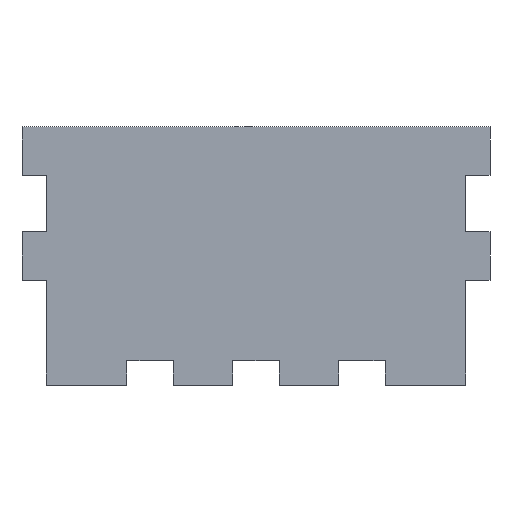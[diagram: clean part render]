
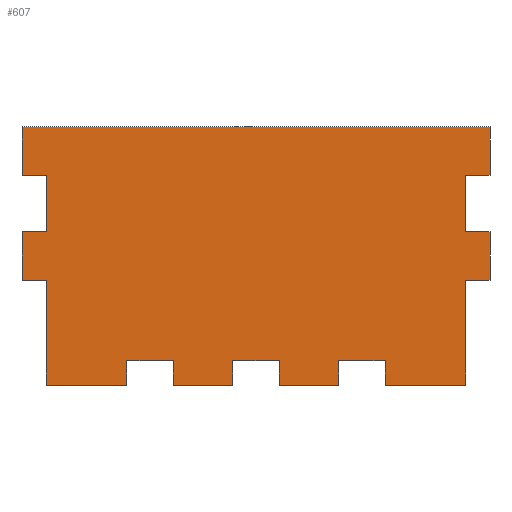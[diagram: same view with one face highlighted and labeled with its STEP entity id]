
A CAD part, front view. The second image highlights one B-rep face of the part: STEP entity #607.
In plain terms, the highlighted planar face has unit normal (0, -1, 0).
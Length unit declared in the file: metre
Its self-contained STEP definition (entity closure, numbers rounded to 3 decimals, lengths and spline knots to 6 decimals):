
#152=ORIENTED_EDGE('',*,*,#180,.F.);
#153=ORIENTED_EDGE('',*,*,#262,.F.);
#154=ORIENTED_EDGE('',*,*,#259,.F.);
#155=ORIENTED_EDGE('',*,*,#256,.F.);
#156=ORIENTED_EDGE('',*,*,#253,.F.);
#157=ORIENTED_EDGE('',*,*,#250,.T.);
#158=ORIENTED_EDGE('',*,*,#247,.T.);
#159=ORIENTED_EDGE('',*,*,#244,.F.);
#160=ORIENTED_EDGE('',*,*,#241,.T.);
#161=ORIENTED_EDGE('',*,*,#238,.T.);
#162=ORIENTED_EDGE('',*,*,#235,.T.);
#163=ORIENTED_EDGE('',*,*,#232,.T.);
#164=ORIENTED_EDGE('',*,*,#229,.T.);
#165=ORIENTED_EDGE('',*,*,#226,.T.);
#166=ORIENTED_EDGE('',*,*,#223,.T.);
#167=ORIENTED_EDGE('',*,*,#220,.T.);
#168=ORIENTED_EDGE('',*,*,#217,.F.);
#169=ORIENTED_EDGE('',*,*,#214,.T.);
#170=ORIENTED_EDGE('',*,*,#211,.T.);
#171=ORIENTED_EDGE('',*,*,#208,.T.);
#172=ORIENTED_EDGE('',*,*,#205,.T.);
#173=ORIENTED_EDGE('',*,*,#202,.T.);
#174=ORIENTED_EDGE('',*,*,#199,.T.);
#175=ORIENTED_EDGE('',*,*,#196,.T.);
#176=ORIENTED_EDGE('',*,*,#193,.T.);
#177=ORIENTED_EDGE('',*,*,#190,.T.);
#178=ORIENTED_EDGE('',*,*,#187,.T.);
#179=ORIENTED_EDGE('',*,*,#184,.F.);
#180=EDGE_CURVE('',#264,#265,#320,.T.);
#184=EDGE_CURVE('',#265,#268,#324,.T.);
#187=EDGE_CURVE('',#270,#268,#327,.T.);
#190=EDGE_CURVE('',#272,#270,#330,.T.);
#193=EDGE_CURVE('',#274,#272,#333,.T.);
#196=EDGE_CURVE('',#276,#274,#336,.T.);
#199=EDGE_CURVE('',#278,#276,#339,.T.);
#202=EDGE_CURVE('',#280,#278,#342,.T.);
#205=EDGE_CURVE('',#282,#280,#345,.T.);
#208=EDGE_CURVE('',#284,#282,#348,.T.);
#211=EDGE_CURVE('',#286,#284,#351,.T.);
#214=EDGE_CURVE('',#288,#286,#354,.T.);
#217=EDGE_CURVE('',#288,#290,#357,.T.);
#220=EDGE_CURVE('',#292,#290,#360,.T.);
#223=EDGE_CURVE('',#294,#292,#363,.T.);
#226=EDGE_CURVE('',#296,#294,#366,.T.);
#229=EDGE_CURVE('',#298,#296,#369,.T.);
#232=EDGE_CURVE('',#300,#298,#372,.T.);
#235=EDGE_CURVE('',#302,#300,#375,.T.);
#238=EDGE_CURVE('',#304,#302,#378,.T.);
#241=EDGE_CURVE('',#306,#304,#381,.T.);
#244=EDGE_CURVE('',#306,#308,#384,.T.);
#247=EDGE_CURVE('',#310,#308,#387,.T.);
#250=EDGE_CURVE('',#312,#310,#390,.T.);
#253=EDGE_CURVE('',#312,#314,#393,.T.);
#256=EDGE_CURVE('',#314,#316,#396,.T.);
#259=EDGE_CURVE('',#316,#318,#399,.T.);
#262=EDGE_CURVE('',#318,#264,#402,.T.);
#264=VERTEX_POINT('',#800);
#265=VERTEX_POINT('',#801);
#268=VERTEX_POINT('',#809);
#270=VERTEX_POINT('',#815);
#272=VERTEX_POINT('',#821);
#274=VERTEX_POINT('',#827);
#276=VERTEX_POINT('',#833);
#278=VERTEX_POINT('',#839);
#280=VERTEX_POINT('',#845);
#282=VERTEX_POINT('',#851);
#284=VERTEX_POINT('',#857);
#286=VERTEX_POINT('',#863);
#288=VERTEX_POINT('',#869);
#290=VERTEX_POINT('',#875);
#292=VERTEX_POINT('',#881);
#294=VERTEX_POINT('',#887);
#296=VERTEX_POINT('',#893);
#298=VERTEX_POINT('',#899);
#300=VERTEX_POINT('',#905);
#302=VERTEX_POINT('',#911);
#304=VERTEX_POINT('',#917);
#306=VERTEX_POINT('',#923);
#308=VERTEX_POINT('',#929);
#310=VERTEX_POINT('',#935);
#312=VERTEX_POINT('',#941);
#314=VERTEX_POINT('',#947);
#316=VERTEX_POINT('',#953);
#318=VERTEX_POINT('',#959);
#320=LINE('',#799,#404);
#324=LINE('',#808,#408);
#327=LINE('',#814,#411);
#330=LINE('',#820,#414);
#333=LINE('',#826,#417);
#336=LINE('',#832,#420);
#339=LINE('',#838,#423);
#342=LINE('',#844,#426);
#345=LINE('',#850,#429);
#348=LINE('',#856,#432);
#351=LINE('',#862,#435);
#354=LINE('',#868,#438);
#357=LINE('',#874,#441);
#360=LINE('',#880,#444);
#363=LINE('',#886,#447);
#366=LINE('',#892,#450);
#369=LINE('',#898,#453);
#372=LINE('',#904,#456);
#375=LINE('',#910,#459);
#378=LINE('',#916,#462);
#381=LINE('',#922,#465);
#384=LINE('',#928,#468);
#387=LINE('',#934,#471);
#390=LINE('',#940,#474);
#393=LINE('',#946,#477);
#396=LINE('',#952,#480);
#399=LINE('',#958,#483);
#402=LINE('',#964,#486);
#404=VECTOR('',#655,1.);
#408=VECTOR('',#661,1.);
#411=VECTOR('',#666,1.);
#414=VECTOR('',#671,1.);
#417=VECTOR('',#676,1.);
#420=VECTOR('',#681,1.);
#423=VECTOR('',#686,1.);
#426=VECTOR('',#691,1.);
#429=VECTOR('',#696,1.);
#432=VECTOR('',#701,1.);
#435=VECTOR('',#706,1.);
#438=VECTOR('',#711,1.);
#441=VECTOR('',#716,1.);
#444=VECTOR('',#721,1.);
#447=VECTOR('',#726,1.);
#450=VECTOR('',#731,1.);
#453=VECTOR('',#736,1.);
#456=VECTOR('',#741,1.);
#459=VECTOR('',#746,1.);
#462=VECTOR('',#751,1.);
#465=VECTOR('',#756,1.);
#468=VECTOR('',#761,1.);
#471=VECTOR('',#766,1.);
#474=VECTOR('',#771,1.);
#477=VECTOR('',#776,1.);
#480=VECTOR('',#781,1.);
#483=VECTOR('',#786,1.);
#486=VECTOR('',#791,1.);
#517=EDGE_LOOP('',(#152,#153,#154,#155,#156,#157,#158,#159,#160,#161,#162,
#163,#164,#165,#166,#167,#168,#169,#170,#171,#172,#173,#174,#175,#176,#177,
#178,#179));
#547=FACE_BOUND('',#517,.T.);
#577=PLANE('',#650);
#607=ADVANCED_FACE('',(#547),#577,.T.);
#650=AXIS2_PLACEMENT_3D('',#967,#795,#796);
#655=DIRECTION('',(0.,0.,-1.));
#661=DIRECTION('',(-1.,0.,0.));
#666=DIRECTION('',(0.,0.,-1.));
#671=DIRECTION('',(1.,0.,0.));
#676=DIRECTION('',(0.,0.,1.));
#681=DIRECTION('',(1.,0.,0.));
#686=DIRECTION('',(0.,0.,-1.));
#691=DIRECTION('',(1.,0.,0.));
#696=DIRECTION('',(0.,0.,1.));
#701=DIRECTION('',(1.,0.,0.));
#706=DIRECTION('',(0.,0.,-1.));
#711=DIRECTION('',(1.,0.,0.));
#716=DIRECTION('',(0.,0.,-1.));
#721=DIRECTION('',(1.,0.,0.));
#726=DIRECTION('',(0.,0.,-1.));
#731=DIRECTION('',(1.,0.,0.));
#736=DIRECTION('',(0.,0.,-1.));
#741=DIRECTION('',(-1.,0.,0.));
#746=DIRECTION('',(0.,0.,-1.));
#751=DIRECTION('',(1.,0.,0.));
#756=DIRECTION('',(0.,0.,-1.));
#761=DIRECTION('',(1.,0.,0.));
#766=DIRECTION('',(0.,0.,1.));
#771=DIRECTION('',(1.,0.,0.));
#776=DIRECTION('',(0.,0.,-1.));
#781=DIRECTION('',(1.,0.,0.));
#786=DIRECTION('',(0.,0.,-1.));
#791=DIRECTION('',(-1.,0.,0.));
#795=DIRECTION('',(0.,-1.,0.));
#796=DIRECTION('',(1.,0.,0.));
#799=CARTESIAN_POINT('',(0.055,-0.058,0.0015));
#800=CARTESIAN_POINT('',(0.055,-0.058,0.013));
#801=CARTESIAN_POINT('',(0.055,-0.058,0.));
#808=CARTESIAN_POINT('',(0.05,-0.058,0.));
#809=CARTESIAN_POINT('',(0.045,-0.058,0.));
#814=CARTESIAN_POINT('',(0.045,-0.058,0.0015));
#815=CARTESIAN_POINT('',(0.045,-0.058,0.003));
#820=CARTESIAN_POINT('',(0.042125,-0.058,0.003));
#821=CARTESIAN_POINT('',(0.03925,-0.058,0.003));
#826=CARTESIAN_POINT('',(0.03925,-0.058,0.0015));
#827=CARTESIAN_POINT('',(0.03925,-0.058,0.));
#832=CARTESIAN_POINT('',(0.035563,-0.058,0.));
#833=CARTESIAN_POINT('',(0.031875,-0.058,0.));
#838=CARTESIAN_POINT('',(0.031875,-0.058,0.0015));
#839=CARTESIAN_POINT('',(0.031875,-0.058,0.003));
#844=CARTESIAN_POINT('',(0.029,-0.058,0.003));
#845=CARTESIAN_POINT('',(0.026125,-0.058,0.003));
#850=CARTESIAN_POINT('',(0.026125,-0.058,0.0015));
#851=CARTESIAN_POINT('',(0.026125,-0.058,0.));
#856=CARTESIAN_POINT('',(0.022438,-0.058,0.));
#857=CARTESIAN_POINT('',(0.01875,-0.058,0.));
#862=CARTESIAN_POINT('',(0.01875,-0.058,0.0015));
#863=CARTESIAN_POINT('',(0.01875,-0.058,0.003));
#868=CARTESIAN_POINT('',(0.015875,-0.058,0.003));
#869=CARTESIAN_POINT('',(0.013,-0.058,0.003));
#874=CARTESIAN_POINT('',(0.013,-0.058,0.0015));
#875=CARTESIAN_POINT('',(0.013,-0.058,0.));
#880=CARTESIAN_POINT('',(0.008,-0.058,0.));
#881=CARTESIAN_POINT('',(0.003,-0.058,0.));
#886=CARTESIAN_POINT('',(0.003,-0.058,0.0065));
#887=CARTESIAN_POINT('',(0.003,-0.058,0.013));
#892=CARTESIAN_POINT('',(0.0015,-0.058,0.013));
#893=CARTESIAN_POINT('',(0.,-0.058,0.013));
#898=CARTESIAN_POINT('',(0.,-0.058,0.016));
#899=CARTESIAN_POINT('',(0.,-0.058,0.019));
#904=CARTESIAN_POINT('',(0.0015,-0.058,0.019));
#905=CARTESIAN_POINT('',(0.003,-0.058,0.019));
#910=CARTESIAN_POINT('',(0.003,-0.058,0.0225));
#911=CARTESIAN_POINT('',(0.003,-0.058,0.026));
#916=CARTESIAN_POINT('',(0.0015,-0.058,0.026));
#917=CARTESIAN_POINT('',(0.,-0.058,0.026));
#922=CARTESIAN_POINT('',(0.,-0.058,0.029));
#923=CARTESIAN_POINT('',(0.,-0.058,0.032));
#928=CARTESIAN_POINT('',(0.0305,-0.058,0.032));
#929=CARTESIAN_POINT('',(0.058,-0.058,0.032));
#934=CARTESIAN_POINT('',(0.058,-0.058,0.029));
#935=CARTESIAN_POINT('',(0.058,-0.058,0.026));
#940=CARTESIAN_POINT('',(0.0565,-0.058,0.026));
#941=CARTESIAN_POINT('',(0.055,-0.058,0.026));
#946=CARTESIAN_POINT('',(0.055,-0.058,0.0225));
#947=CARTESIAN_POINT('',(0.055,-0.058,0.019));
#952=CARTESIAN_POINT('',(0.0565,-0.058,0.019));
#953=CARTESIAN_POINT('',(0.058,-0.058,0.019));
#958=CARTESIAN_POINT('',(0.058,-0.058,0.016));
#959=CARTESIAN_POINT('',(0.058,-0.058,0.013));
#964=CARTESIAN_POINT('',(0.0565,-0.058,0.013));
#967=CARTESIAN_POINT('',(0.029531,-0.058,0.016));
